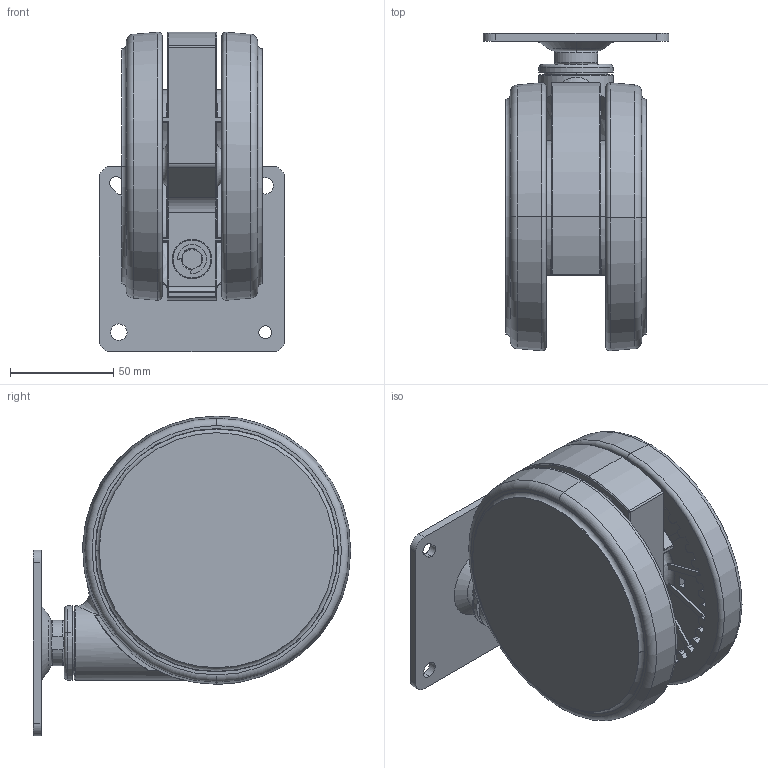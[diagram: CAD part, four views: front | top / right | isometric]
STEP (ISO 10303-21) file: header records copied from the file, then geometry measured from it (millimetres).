
FILE_DESCRIPTION (( 'STEP AP214' ), '1' );
FILE_NAME ('TCA-FZ130.STEP', '2016-08-05T02:44:52', ( '' ), ( '' ), 'SwSTEP 2.0', 'SolidWorks 2015', '' );
FILE_SCHEMA (( 'AUTOMOTIVE_DESIGN' ));
Length unit declared in the file: millimetre
Products named in the file (2): TCA-FZ130; caster
Assembly tree (1 placements, depth 2):
  TCA-FZ130
    caster
Bounding box: 90 x 153.99 x 155 mm (x, y, z)
Volume: 515119.9 mm3; surface area: 204639.1 mm2
Topology: 1 solids, 5 shells, 2312 faces, 6064 edges, 3727 vertices
Faces by surface type: cylinder 957, plane 653, torus 601, bspline 59, cone 28, sphere 14
Entity records: 74643 total; most frequent: CARTESIAN_POINT 16052, DIRECTION 13455, ORIENTED_EDGE 12008, EDGE_CURVE 6004, AXIS2_PLACEMENT_3D 5479, VERTEX_POINT 3727, CIRCLE 3222, VECTOR 2497
